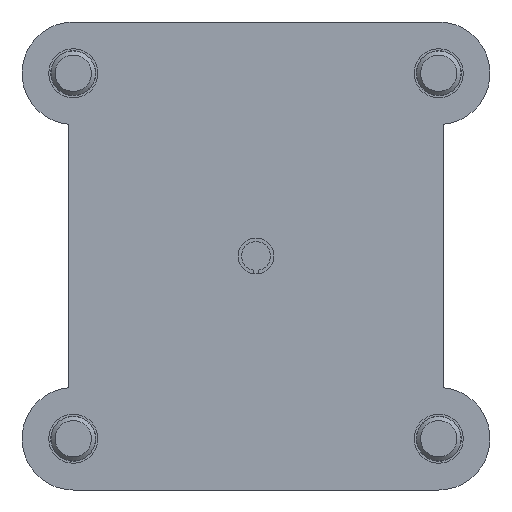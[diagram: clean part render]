
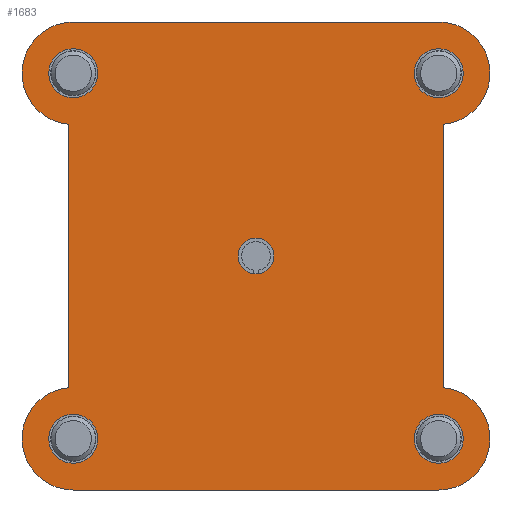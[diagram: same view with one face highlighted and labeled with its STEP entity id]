
A CAD part, front view. The second image highlights one B-rep face of the part: STEP entity #1683.
In plain terms, the highlighted planar face has unit normal (0, -1, 0).
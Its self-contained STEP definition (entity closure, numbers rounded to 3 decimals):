
#143=LINE('',#2655,#269);
#147=LINE('',#2665,#273);
#150=LINE('',#2673,#276);
#153=LINE('',#2681,#279);
#269=VECTOR('',#2090,1000.);
#273=VECTOR('',#2100,1000.);
#276=VECTOR('',#2109,1000.);
#279=VECTOR('',#2118,1000.);
#435=ORIENTED_EDGE('',*,*,#877,.T.);
#436=ORIENTED_EDGE('',*,*,#878,.T.);
#437=ORIENTED_EDGE('',*,*,#879,.T.);
#438=ORIENTED_EDGE('',*,*,#880,.T.);
#439=ORIENTED_EDGE('',*,*,#881,.T.);
#440=ORIENTED_EDGE('',*,*,#861,.F.);
#441=ORIENTED_EDGE('',*,*,#876,.F.);
#442=ORIENTED_EDGE('',*,*,#874,.F.);
#443=ORIENTED_EDGE('',*,*,#872,.F.);
#444=ORIENTED_EDGE('',*,*,#870,.F.);
#445=ORIENTED_EDGE('',*,*,#868,.F.);
#446=ORIENTED_EDGE('',*,*,#866,.F.);
#447=ORIENTED_EDGE('',*,*,#864,.F.);
#861=EDGE_CURVE('',#1090,#1091,#143,.T.);
#864=EDGE_CURVE('',#1091,#1092,#1237,.T.);
#866=EDGE_CURVE('',#1092,#1093,#147,.T.);
#868=EDGE_CURVE('',#1093,#1094,#1238,.T.);
#870=EDGE_CURVE('',#1094,#1095,#150,.T.);
#872=EDGE_CURVE('',#1095,#1096,#1239,.T.);
#874=EDGE_CURVE('',#1096,#1097,#153,.T.);
#876=EDGE_CURVE('',#1097,#1090,#1240,.T.);
#877=EDGE_CURVE('',#1098,#1098,#1241,.T.);
#878=EDGE_CURVE('',#1099,#1099,#1242,.T.);
#879=EDGE_CURVE('',#1100,#1100,#1243,.T.);
#880=EDGE_CURVE('',#1101,#1101,#1244,.T.);
#881=EDGE_CURVE('',#1102,#1102,#1245,.T.);
#1090=VERTEX_POINT('',#2656);
#1091=VERTEX_POINT('',#2657);
#1092=VERTEX_POINT('',#2662);
#1093=VERTEX_POINT('',#2666);
#1094=VERTEX_POINT('',#2670);
#1095=VERTEX_POINT('',#2674);
#1096=VERTEX_POINT('',#2678);
#1097=VERTEX_POINT('',#2682);
#1098=VERTEX_POINT('',#2688);
#1099=VERTEX_POINT('',#2690);
#1100=VERTEX_POINT('',#2692);
#1101=VERTEX_POINT('',#2694);
#1102=VERTEX_POINT('',#2696);
#1237=CIRCLE('',#1853,11.5);
#1238=CIRCLE('',#1856,11.5);
#1239=CIRCLE('',#1859,11.5);
#1240=CIRCLE('',#1862,11.5);
#1241=CIRCLE('',#1864,5.5);
#1242=CIRCLE('',#1865,5.5);
#1243=CIRCLE('',#1866,5.5);
#1244=CIRCLE('',#1867,5.5);
#1245=CIRCLE('',#1868,4.);
#1335=EDGE_LOOP('',(#435));
#1336=EDGE_LOOP('',(#436));
#1337=EDGE_LOOP('',(#437));
#1338=EDGE_LOOP('',(#438));
#1339=EDGE_LOOP('',(#439));
#1340=EDGE_LOOP('',(#440,#441,#442,#443,#444,#445,#446,#447));
#1484=FACE_BOUND('',#1335,.T.);
#1485=FACE_BOUND('',#1336,.T.);
#1486=FACE_BOUND('',#1337,.T.);
#1487=FACE_BOUND('',#1338,.T.);
#1488=FACE_BOUND('',#1339,.T.);
#1489=FACE_BOUND('',#1340,.T.);
#1624=PLANE('',#1863);
#1683=ADVANCED_FACE('',(#1484,#1485,#1486,#1487,#1488,#1489),#1624,.F.);
#1853=AXIS2_PLACEMENT_3D('',#2661,#2095,#2096);
#1856=AXIS2_PLACEMENT_3D('',#2669,#2104,#2105);
#1859=AXIS2_PLACEMENT_3D('',#2677,#2113,#2114);
#1862=AXIS2_PLACEMENT_3D('',#2685,#2122,#2123);
#1863=AXIS2_PLACEMENT_3D('',#2686,#2124,#2125);
#1864=AXIS2_PLACEMENT_3D('',#2687,#2126,#2127);
#1865=AXIS2_PLACEMENT_3D('',#2689,#2128,#2129);
#1866=AXIS2_PLACEMENT_3D('',#2691,#2130,#2131);
#1867=AXIS2_PLACEMENT_3D('',#2693,#2132,#2133);
#1868=AXIS2_PLACEMENT_3D('',#2695,#2134,#2135);
#2090=DIRECTION('',(0.,0.,1.));
#2095=DIRECTION('',(0.,1.,0.));
#2096=DIRECTION('',(1.,0.,0.));
#2100=DIRECTION('',(1.,0.,0.));
#2104=DIRECTION('',(0.,1.,0.));
#2105=DIRECTION('',(1.,0.,0.));
#2109=DIRECTION('',(0.,0.,-1.));
#2113=DIRECTION('',(0.,1.,0.));
#2114=DIRECTION('',(1.,0.,0.));
#2118=DIRECTION('',(-1.,0.,0.));
#2122=DIRECTION('',(0.,1.,0.));
#2123=DIRECTION('',(1.,0.,0.));
#2124=DIRECTION('',(0.,1.,0.));
#2125=DIRECTION('',(0.,0.,1.));
#2126=DIRECTION('',(0.,1.,0.));
#2127=DIRECTION('',(1.,0.,0.));
#2128=DIRECTION('',(0.,1.,0.));
#2129=DIRECTION('',(1.,0.,0.));
#2130=DIRECTION('',(0.,1.,0.));
#2131=DIRECTION('',(1.,0.,0.));
#2132=DIRECTION('',(0.,1.,0.));
#2133=DIRECTION('',(1.,0.,0.));
#2134=DIRECTION('',(0.,1.,0.));
#2135=DIRECTION('',(1.,0.,0.));
#2655=CARTESIAN_POINT('',(-42.,0.,-29.544));
#2656=CARTESIAN_POINT('',(-42.,0.,-29.544));
#2657=CARTESIAN_POINT('',(-42.,0.,29.544));
#2661=CARTESIAN_POINT('',(-41.,0.,41.));
#2662=CARTESIAN_POINT('',(-41.,0.,52.5));
#2665=CARTESIAN_POINT('',(-41.,0.,52.5));
#2666=CARTESIAN_POINT('',(41.,0.,52.5));
#2669=CARTESIAN_POINT('',(41.,0.,41.));
#2670=CARTESIAN_POINT('',(42.,0.,29.544));
#2673=CARTESIAN_POINT('',(42.,0.,29.544));
#2674=CARTESIAN_POINT('',(42.,0.,-29.544));
#2677=CARTESIAN_POINT('',(41.,0.,-41.));
#2678=CARTESIAN_POINT('',(41.,0.,-52.5));
#2681=CARTESIAN_POINT('',(41.,0.,-52.5));
#2682=CARTESIAN_POINT('',(-41.,0.,-52.5));
#2685=CARTESIAN_POINT('',(-41.,0.,-41.));
#2686=CARTESIAN_POINT('',(-41.,0.,41.));
#2687=CARTESIAN_POINT('',(41.,0.,-41.));
#2688=CARTESIAN_POINT('',(46.5,0.,-41.));
#2689=CARTESIAN_POINT('',(-41.,0.,-41.));
#2690=CARTESIAN_POINT('',(-35.5,0.,-41.));
#2691=CARTESIAN_POINT('',(41.,0.,41.));
#2692=CARTESIAN_POINT('',(46.5,0.,41.));
#2693=CARTESIAN_POINT('',(-41.,0.,41.));
#2694=CARTESIAN_POINT('',(-35.5,0.,41.));
#2695=CARTESIAN_POINT('',(0.,0.,0.));
#2696=CARTESIAN_POINT('',(4.,0.,0.));
